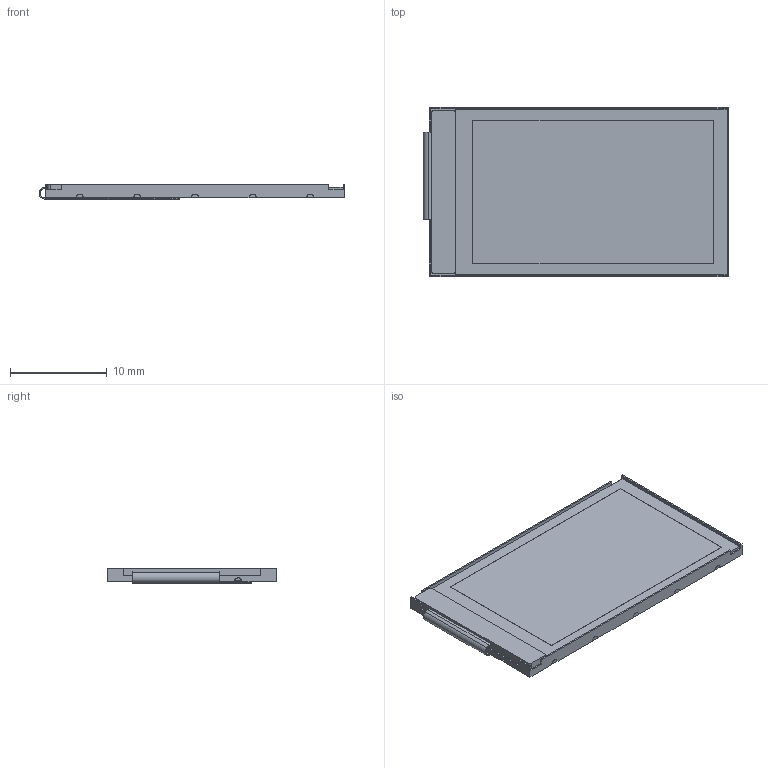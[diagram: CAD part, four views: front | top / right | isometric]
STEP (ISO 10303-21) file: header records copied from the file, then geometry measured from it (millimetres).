
FILE_DESCRIPTION(/* description */ ('Unknown'),/* implementation_level */ '2;1');
FILE_NAME(/* name */ '1.14 TFT IPS - 13P - Flat Flush Mount',/* time_stamp */ '2019-10-09T17:35:47-04:00',/* author */ ('John Loeffler'),/* organization */ ('Unknown'),/* preprocessor_version */ 'ST-DEVELOPER v16.7',/* originating_system */ 'DEX',/* authorisation */ $);
FILE_SCHEMA (('AUTOMOTIVE_DESIGN {1 0 10303 214 3 1 1}'));
Length unit declared in the file: millimetre
Products named in the file (1): 1.14 TFT IPS - 13P - Flat Flush Mount
Bounding box: 31.66 x 17.55 x 1.55 mm (x, y, z)
Volume: 618.8 mm3; surface area: 1788.1 mm2
Topology: 1 solids, 20 shells, 633 faces, 1633 edges, 1075 vertices
Faces by surface type: plane 479, cylinder 83, bspline 71
Full cylindrical faces by diameter (mm): 0.762 x4, 1 x2
Entity records: 25815 total; most frequent: CARTESIAN_POINT 7174, ORIENTED_EDGE 3230, DIRECTION 2333, EDGE_CURVE 1615, VERTEX_POINT 1073, LINE 881, VECTOR 881, AXIS2_PLACEMENT_3D 726
